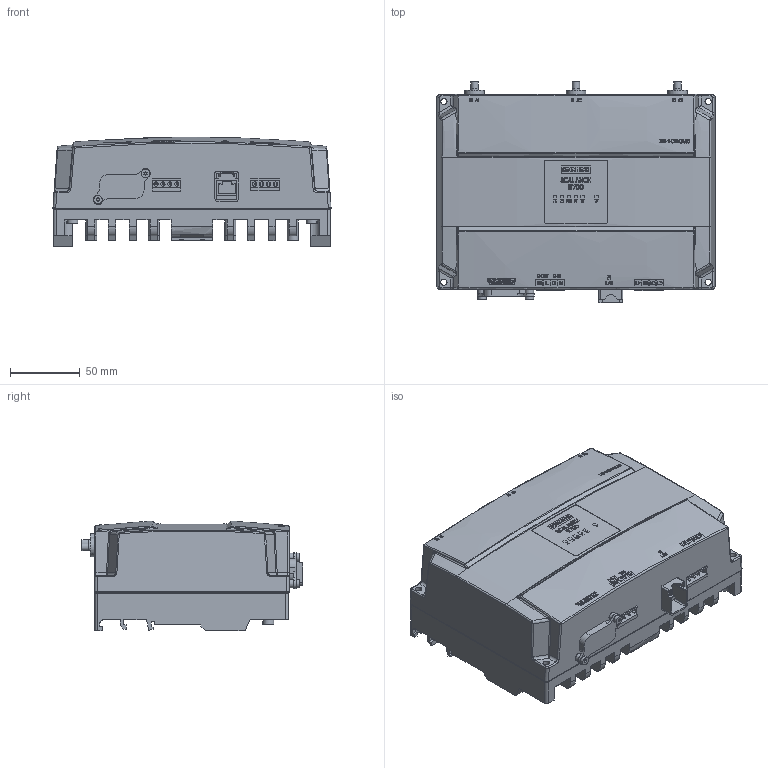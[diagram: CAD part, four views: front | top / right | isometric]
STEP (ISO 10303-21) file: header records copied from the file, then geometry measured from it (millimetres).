
FILE_DESCRIPTION (( 'STEP AP214' ), '1' );
FILE_NAME ('6GK57481FC000AA0_001_STEP.STEP', '2013-08-07T11:25:03', ( '' ), ( '' ), 'SwSTEP 2.0', 'SolidWorks 2013', '' );
FILE_SCHEMA (( 'AUTOMOTIVE_DESIGN' ));
Length unit declared in the file: millimetre
Products named in the file (3): 6GK57481FC000AA0_001_STEP; Body; Beschriftung
Assembly tree (2 placements, depth 2):
  6GK57481FC000AA0_001_STEP
    Body
    Beschriftung
Bounding box: 200 x 159.25 x 78.95 mm (x, y, z)
Surface area: 146185.4 mm2 (no closed solid volume)
Topology: 0 solids, 127 shells, 915 faces, 4148 edges, 3416 vertices
Faces by surface type: plane 525, cylinder 210, bspline 158, torus 11, sphere 8, cone 3
Full cylindrical faces by diameter (mm): 1 x3, 2.2 x6, 3 x8, 4 x1, 4.5 x4, 4.6 x3, 5.3 x3, 6 x4, 8 x1, 14 x3
Entity records: 60580 total; most frequent: CARTESIAN_POINT 20424, ORIENTED_EDGE 6126, DIRECTION 4892, EDGE_CURVE 4084, VERTEX_POINT 3393, VECTOR 2168, LINE 2168, AXIS2_PLACEMENT_3D 1362
